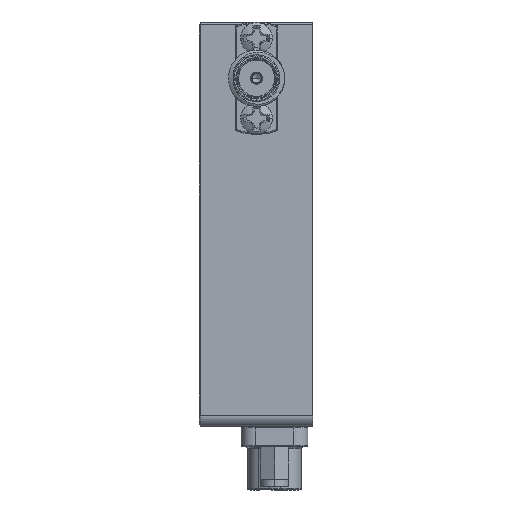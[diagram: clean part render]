
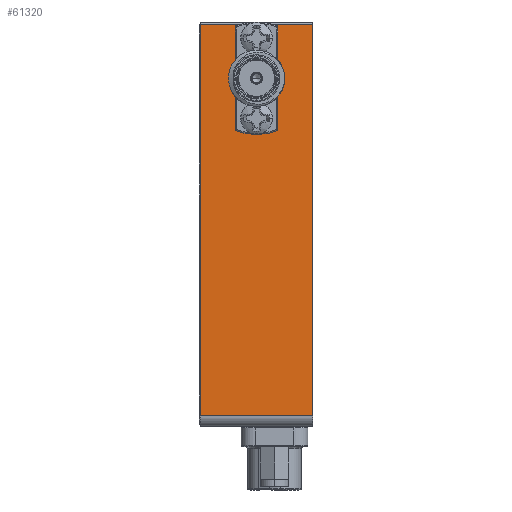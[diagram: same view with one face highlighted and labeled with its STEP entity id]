
A CAD part, left-side view. The second image highlights one B-rep face of the part: STEP entity #61320.
In plain terms, the highlighted planar face has unit normal (-1, 0, 0).
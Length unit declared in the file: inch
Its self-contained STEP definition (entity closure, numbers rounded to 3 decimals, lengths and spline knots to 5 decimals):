
#1620 = CARTESIAN_POINT ( 'NONE',  ( 0., 0., -0.01 ) ) ;
#3686 = CARTESIAN_POINT ( 'NONE',  ( 0., -0.25, -0.027 ) ) ;
#4639 = DIRECTION ( 'NONE',  ( 0., 0., 1. ) ) ;
#5282 = CARTESIAN_POINT ( 'NONE',  ( 0., -0.5, -0.01 ) ) ;
#7079 = FACE_BOUND ( 'NONE', #66489, .T. ) ;
#8126 = DIRECTION ( 'NONE',  ( 1., 0., 0. ) ) ;
#8311 = VERTEX_POINT ( 'NONE', #90570 ) ;
#8812 = LINE ( 'NONE', #83284, #92693 ) ;
#10062 = VECTOR ( 'NONE', #29367, 39.37008 ) ;
#13258 = LINE ( 'NONE', #84525, #10062 ) ;
#16292 = DIRECTION ( 'NONE',  ( 0., 0., 1. ) ) ;
#17283 = DIRECTION ( 'NONE',  ( 0., 0., -1. ) ) ;
#19999 = DIRECTION ( 'NONE',  ( -1., 0., 0. ) ) ;
#20334 = AXIS2_PLACEMENT_3D ( 'NONE', #40431, #32429, #16292 ) ;
#21138 = CIRCLE ( 'NONE', #65718, 0.045 ) ;
#23003 = EDGE_CURVE ( 'NONE', #86902, #58516, #90130, .T. ) ;
#24384 = VERTEX_POINT ( 'NONE', #71467 ) ;
#24783 = DIRECTION ( 'NONE',  ( -1., 0., 0. ) ) ;
#25141 = ORIENTED_EDGE ( 'NONE', *, *, #101797, .F. ) ;
#26759 = CARTESIAN_POINT ( 'NONE',  ( 0., -0.25, -0.25 ) ) ;
#27776 = CARTESIAN_POINT ( 'NONE',  ( 0., -0.25, -0.428 ) ) ;
#29367 = DIRECTION ( 'NONE',  ( 0., 1., 0. ) ) ;
#30368 = ORIENTED_EDGE ( 'NONE', *, *, #97063, .F. ) ;
#30398 = CARTESIAN_POINT ( 'NONE',  ( 0., 0., -1.75 ) ) ;
#30513 = VERTEX_POINT ( 'NONE', #53092 ) ;
#31163 = ORIENTED_EDGE ( 'NONE', *, *, #31979, .F. ) ;
#31979 = EDGE_CURVE ( 'NONE', #98160, #8311, #71986, .T. ) ;
#32429 = DIRECTION ( 'NONE',  ( -1., 0., 0. ) ) ;
#34134 = VERTEX_POINT ( 'NONE', #52238 ) ;
#34433 = DIRECTION ( 'NONE',  ( 0., 0., -1. ) ) ;
#35710 = EDGE_CURVE ( 'NONE', #70243, #24384, #76272, .T. ) ;
#35723 = CIRCLE ( 'NONE', #20334, 0.049 ) ;
#36265 = DIRECTION ( 'NONE',  ( 0., 0., 1. ) ) ;
#38191 = DIRECTION ( 'NONE',  ( 0., 0., 1. ) ) ;
#38965 = ORIENTED_EDGE ( 'NONE', *, *, #44667, .F. ) ;
#39118 = LINE ( 'NONE', #5282, #85203 ) ;
#40343 = FACE_OUTER_BOUND ( 'NONE', #47098, .T. ) ;
#40431 = CARTESIAN_POINT ( 'NONE',  ( 0., -0.25, -0.25 ) ) ;
#41125 = CARTESIAN_POINT ( 'NONE',  ( 0., -0.25, -0.383 ) ) ;
#41935 = CARTESIAN_POINT ( 'NONE',  ( 0., -0.5, -0.01 ) ) ;
#44114 = EDGE_LOOP ( 'NONE', ( #25141, #38965 ) ) ;
#44667 = EDGE_CURVE ( 'NONE', #30513, #105376, #86399, .T. ) ;
#45362 = CARTESIAN_POINT ( 'NONE',  ( 0., -0.25, -0.299 ) ) ;
#46763 = CARTESIAN_POINT ( 'NONE',  ( 0., -0.25, -0.072 ) ) ;
#47098 = EDGE_LOOP ( 'NONE', ( #93470, #84809, #47383, #61382 ) ) ;
#47383 = ORIENTED_EDGE ( 'NONE', *, *, #105587, .F. ) ;
#49834 = AXIS2_PLACEMENT_3D ( 'NONE', #41935, #8126, #34433 ) ;
#50653 = DIRECTION ( 'NONE',  ( 0., 1., 0. ) ) ;
#52238 = CARTESIAN_POINT ( 'NONE',  ( 0., -0.5, -0.01 ) ) ;
#53092 = CARTESIAN_POINT ( 'NONE',  ( 0., -0.25, -0.117 ) ) ;
#53144 = CARTESIAN_POINT ( 'NONE',  ( 0., -0.25, -0.072 ) ) ;
#54253 = DIRECTION ( 'NONE',  ( -1., 0., 0. ) ) ;
#58516 = VERTEX_POINT ( 'NONE', #30398 ) ;
#59493 = VERTEX_POINT ( 'NONE', #75298 ) ;
#59801 = EDGE_CURVE ( 'NONE', #24384, #70243, #35723, .T. ) ;
#60098 = EDGE_CURVE ( 'NONE', #34134, #86902, #13258, .T. ) ;
#61320 = ADVANCED_FACE ( 'NONE', ( #7079, #72442, #87483, #40343 ), #95038, .F. ) ;
#61382 = ORIENTED_EDGE ( 'NONE', *, *, #60098, .T. ) ;
#61867 = EDGE_CURVE ( 'NONE', #59493, #58516, #8812, .T. ) ;
#64345 = CARTESIAN_POINT ( 'NONE',  ( 0., 0., -0.01 ) ) ;
#65718 = AXIS2_PLACEMENT_3D ( 'NONE', #46763, #54253, #38191 ) ;
#66489 = EDGE_LOOP ( 'NONE', ( #31163, #30368 ) ) ;
#66785 = EDGE_LOOP ( 'NONE', ( #78940, #68295 ) ) ;
#68295 = ORIENTED_EDGE ( 'NONE', *, *, #35710, .F. ) ;
#68995 = DIRECTION ( 'NONE',  ( -1., 0., 0. ) ) ;
#70243 = VERTEX_POINT ( 'NONE', #45362 ) ;
#71467 = CARTESIAN_POINT ( 'NONE',  ( 0., -0.25, -0.201 ) ) ;
#71986 = CIRCLE ( 'NONE', #94280, 0.045 ) ;
#72442 = FACE_BOUND ( 'NONE', #44114, .T. ) ;
#75298 = CARTESIAN_POINT ( 'NONE',  ( 0., -0.5, -1.75 ) ) ;
#76120 = AXIS2_PLACEMENT_3D ( 'NONE', #53144, #19999, #77224 ) ;
#76272 = CIRCLE ( 'NONE', #103769, 0.049 ) ;
#77224 = DIRECTION ( 'NONE',  ( 0., 0., 1. ) ) ;
#78940 = ORIENTED_EDGE ( 'NONE', *, *, #59801, .F. ) ;
#80681 = AXIS2_PLACEMENT_3D ( 'NONE', #27776, #68995, #4639 ) ;
#83284 = CARTESIAN_POINT ( 'NONE',  ( 0., -0.5, -1.75 ) ) ;
#84525 = CARTESIAN_POINT ( 'NONE',  ( 0., -0.5, -0.01 ) ) ;
#84809 = ORIENTED_EDGE ( 'NONE', *, *, #61867, .F. ) ;
#85203 = VECTOR ( 'NONE', #93782, 39.37008 ) ;
#85819 = CIRCLE ( 'NONE', #80681, 0.045 ) ;
#86399 = CIRCLE ( 'NONE', #76120, 0.045 ) ;
#86902 = VERTEX_POINT ( 'NONE', #64345 ) ;
#87483 = FACE_BOUND ( 'NONE', #66785, .T. ) ;
#90130 = LINE ( 'NONE', #1620, #96968 ) ;
#90570 = CARTESIAN_POINT ( 'NONE',  ( 0., -0.25, -0.473 ) ) ;
#92614 = DIRECTION ( 'NONE',  ( 0., 0., 1. ) ) ;
#92693 = VECTOR ( 'NONE', #50653, 39.37008 ) ;
#93470 = ORIENTED_EDGE ( 'NONE', *, *, #23003, .T. ) ;
#93590 = CARTESIAN_POINT ( 'NONE',  ( 0., -0.25, -0.428 ) ) ;
#93782 = DIRECTION ( 'NONE',  ( 0., 0., -1. ) ) ;
#94280 = AXIS2_PLACEMENT_3D ( 'NONE', #93590, #103822, #36265 ) ;
#95038 = PLANE ( 'NONE',  #49834 ) ;
#96968 = VECTOR ( 'NONE', #17283, 39.37008 ) ;
#97063 = EDGE_CURVE ( 'NONE', #8311, #98160, #85819, .T. ) ;
#98160 = VERTEX_POINT ( 'NONE', #41125 ) ;
#101797 = EDGE_CURVE ( 'NONE', #105376, #30513, #21138, .T. ) ;
#103769 = AXIS2_PLACEMENT_3D ( 'NONE', #26759, #24783, #92614 ) ;
#103822 = DIRECTION ( 'NONE',  ( -1., 0., 0. ) ) ;
#105376 = VERTEX_POINT ( 'NONE', #3686 ) ;
#105587 = EDGE_CURVE ( 'NONE', #34134, #59493, #39118, .T. ) ;
